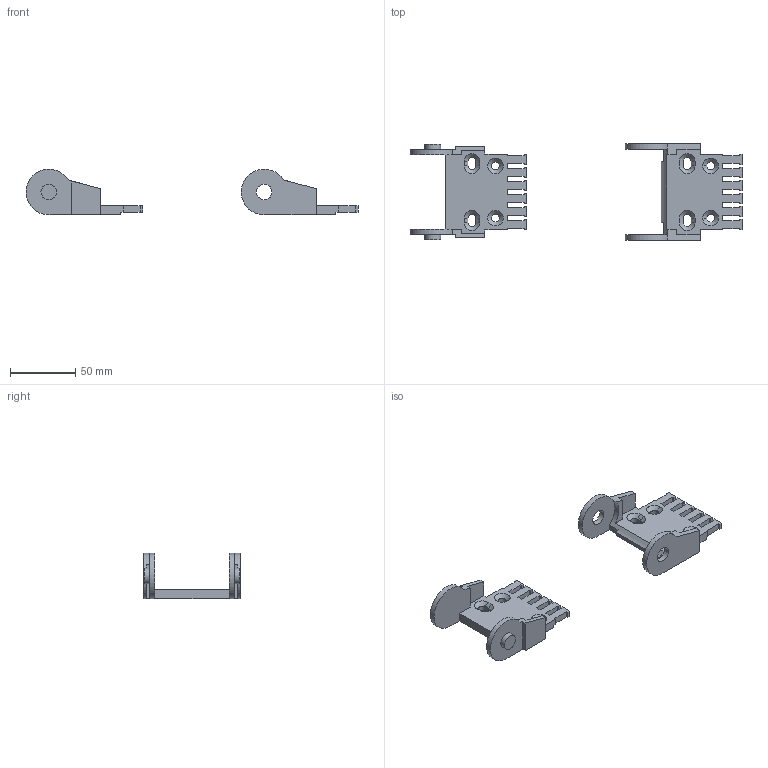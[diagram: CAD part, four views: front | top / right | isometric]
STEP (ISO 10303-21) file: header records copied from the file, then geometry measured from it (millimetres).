
FILE_DESCRIPTION (( 'STEP AP214' ), '1' );
FILE_NAME ('2050-12PZB.STEP', '2025-04-02T10:32:13', ( '' ), ( '' ), 'SwSTEP 2.0', 'SolidWorks 2024', '' );
FILE_SCHEMA (( 'AUTOMOTIVE_DESIGN' ));
Length unit declared in the file: millimetre
Products named in the file (1): 2050-12PZB
Bounding box: 254.6 x 74.2 x 35 mm (x, y, z)
Volume: 67889 mm3; surface area: 34308.6 mm2
Topology: 2 solids, 2 shells, 227 faces, 654 edges, 429 vertices
Faces by surface type: plane 184, cylinder 29, cone 14
Full cylindrical faces by diameter (mm): 6.2 x2, 12 x2
Entity records: 7377 total; most frequent: CARTESIAN_POINT 1303, ORIENTED_EDGE 1294, DIRECTION 1179, EDGE_CURVE 647, LINE 571, VECTOR 571, VERTEX_POINT 428, AXIS2_PLACEMENT_3D 304
